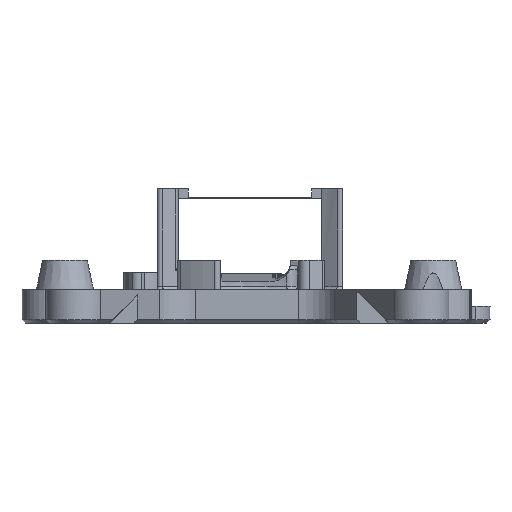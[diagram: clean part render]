
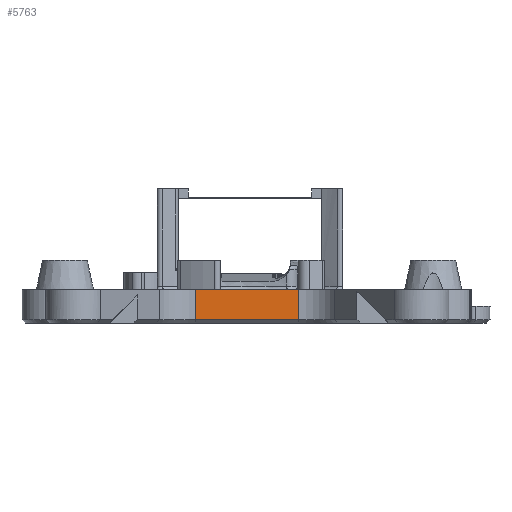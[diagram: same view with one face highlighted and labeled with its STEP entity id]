
A CAD part, front view. The second image highlights one B-rep face of the part: STEP entity #5763.
In plain terms, the highlighted planar face has unit normal (0, -1, 0).
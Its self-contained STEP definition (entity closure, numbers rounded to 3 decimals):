
#205=PLANE('',#6207);
#451=FACE_OUTER_BOUND('',#791,.T.);
#791=EDGE_LOOP('',(#4271,#4272,#4273,#4274));
#1455=LINE('',#9004,#2050);
#1456=LINE('',#9008,#2051);
#1457=LINE('',#9010,#2052);
#1458=LINE('',#9011,#2053);
#2050=VECTOR('',#7077,10.);
#2051=VECTOR('',#7082,10.);
#2052=VECTOR('',#7083,10.);
#2053=VECTOR('',#7084,10.);
#2699=VERTEX_POINT('',#9001);
#2700=VERTEX_POINT('',#9003);
#2701=VERTEX_POINT('',#9007);
#2702=VERTEX_POINT('',#9009);
#3311=EDGE_CURVE('',#2699,#2700,#1455,.T.);
#3313=EDGE_CURVE('',#2701,#2699,#1456,.T.);
#3314=EDGE_CURVE('',#2702,#2701,#1457,.T.);
#3315=EDGE_CURVE('',#2702,#2700,#1458,.T.);
#4271=ORIENTED_EDGE('',*,*,#3311,.F.);
#4272=ORIENTED_EDGE('',*,*,#3313,.F.);
#4273=ORIENTED_EDGE('',*,*,#3314,.F.);
#4274=ORIENTED_EDGE('',*,*,#3315,.T.);
#5763=ADVANCED_FACE('',(#451),#205,.T.);
#6207=AXIS2_PLACEMENT_3D('',#9006,#7080,#7081);
#7077=DIRECTION('',(0.,0.,1.));
#7080=DIRECTION('center_axis',(0.,-1.,0.));
#7081=DIRECTION('ref_axis',(1.,0.,0.));
#7082=DIRECTION('',(-1.,0.,0.));
#7083=DIRECTION('',(0.,0.,-1.));
#7084=DIRECTION('',(-1.,0.,0.));
#9001=CARTESIAN_POINT('',(-4.894,-23.466,24.643));
#9003=CARTESIAN_POINT('',(-4.894,-23.466,28.243));
#9004=CARTESIAN_POINT('',(-4.894,-23.466,28.236));
#9006=CARTESIAN_POINT('Origin',(1.251,-23.466,32.229));
#9007=CARTESIAN_POINT('',(7.378,-23.466,24.643));
#9008=CARTESIAN_POINT('',(23.254,-23.466,24.643));
#9009=CARTESIAN_POINT('',(7.378,-23.466,28.243));
#9010=CARTESIAN_POINT('',(7.378,-23.466,28.236));
#9011=CARTESIAN_POINT('',(23.526,-23.466,28.243));
